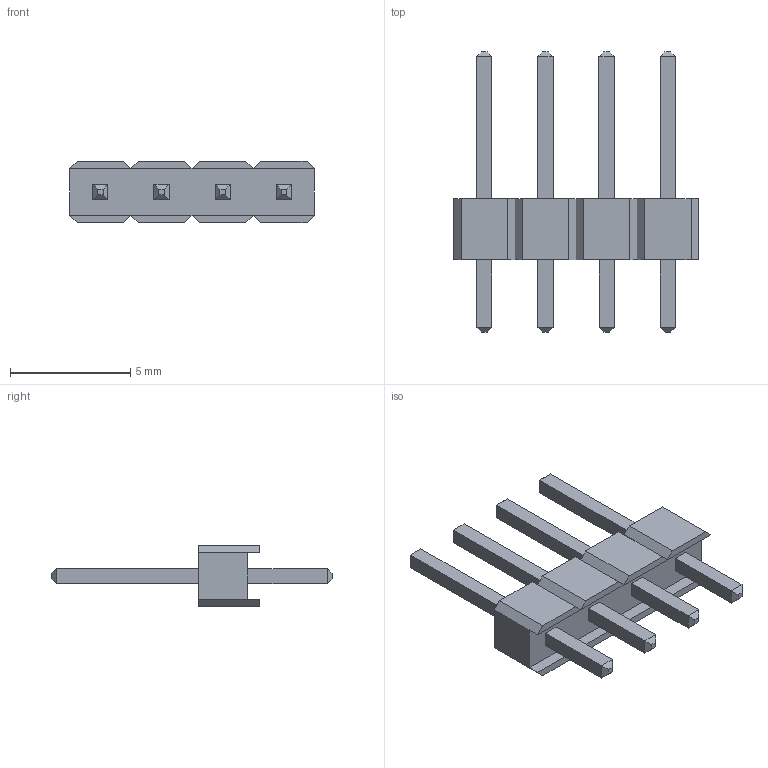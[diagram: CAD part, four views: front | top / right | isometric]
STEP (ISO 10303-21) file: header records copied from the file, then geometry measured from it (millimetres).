
FILE_DESCRIPTION (( 'STEP AP214' ), '1' );
FILE_NAME ('User Library-PLD-4-1.STEP', '2019-10-23T06:13:42', ( '' ), ( '' ), 'SwSTEP 2.0', 'SolidWorks 2019', '' );
FILE_SCHEMA (( 'AUTOMOTIVE_DESIGN' ));
Length unit declared in the file: millimetre
Products named in the file (1): User Library-PLD-4-1
Bounding box: 10.16 x 11.64 x 2.54 mm (x, y, z)
Volume: 69.2 mm3; surface area: 219.7 mm2
Topology: 1 solids, 1 shells, 104 faces, 248 edges, 154 vertices
Faces by surface type: plane 104
Entity records: 4078 total; most frequent: CARTESIAN_POINT 507, ORIENTED_EDGE 496, DIRECTION 458, VECTOR 248, EDGE_CURVE 248, LINE 248, VERTEX_POINT 154, EDGE_LOOP 112
